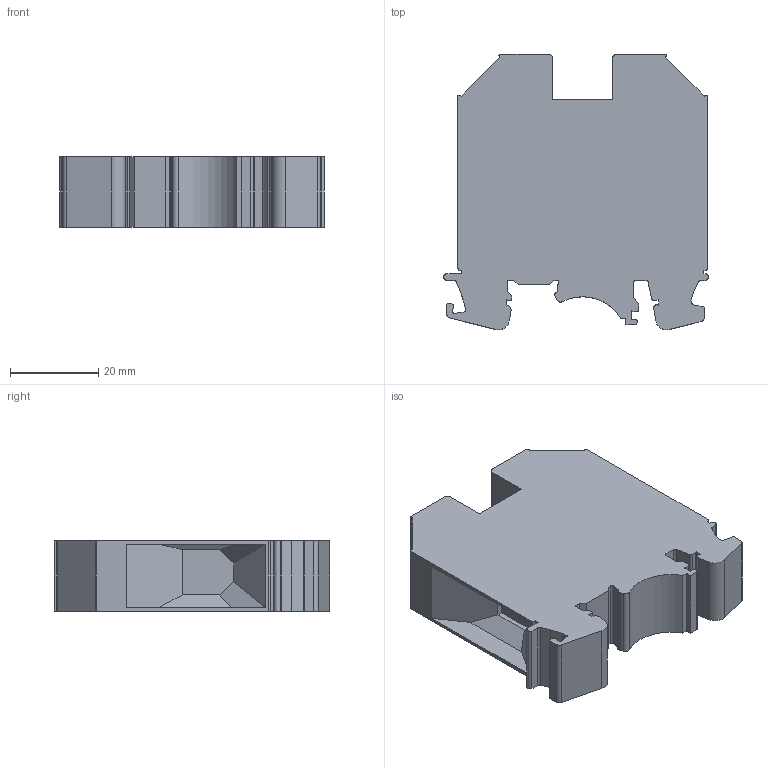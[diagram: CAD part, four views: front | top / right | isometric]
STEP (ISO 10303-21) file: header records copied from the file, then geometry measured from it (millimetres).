
FILE_DESCRIPTION( ( 'STEP AP214' ), '1' );
FILE_NAME( 'CDU35-.stp', '2023-01-06T05:08:14', ( ' ' ), ( ' ' ), 'XStep 1.0', ' ', ' ' );
FILE_SCHEMA( ( 'CONFIG_CONTROL_DESIGN) ( )' ) );
Length unit declared in the file: metre
Products named in the file (1): 1
Bounding box: 60 x 62.49 x 16 mm (x, y, z)
Volume: 42306.1 mm3; surface area: 11995.8 mm2
Topology: 1 solids, 1 shells, 148 faces, 411 edges, 269 vertices
Faces by surface type: plane 108, cylinder 40
Full cylindrical faces by diameter (mm): 8.002 x2
Entity records: 5876 total; most frequent: CARTESIAN_POINT 825, ORIENTED_EDGE 816, DIRECTION 786, EDGE_CURVE 408, LINE 328, VECTOR 328, VERTEX_POINT 268, AXIS2_PLACEMENT_3D 229
